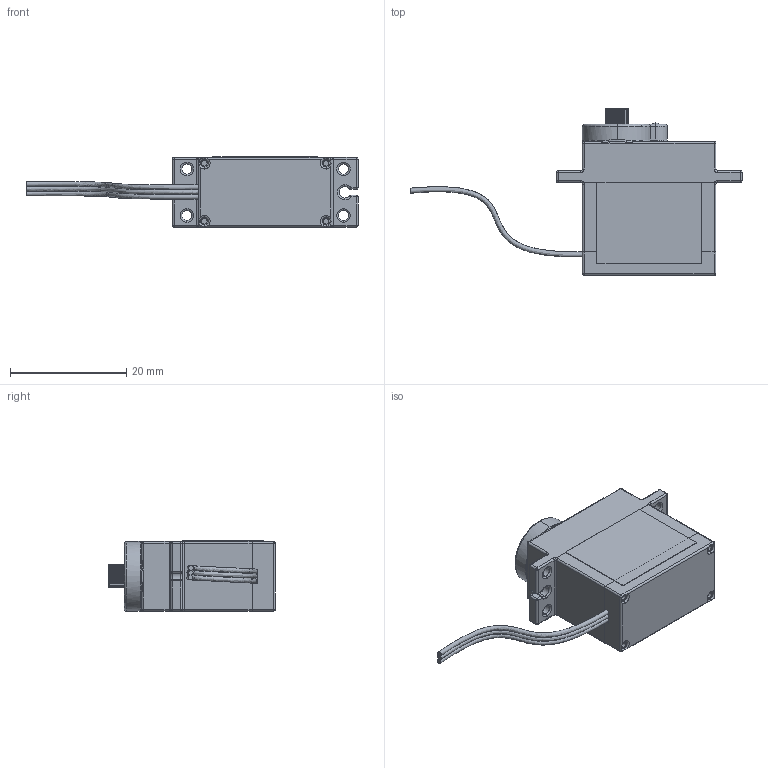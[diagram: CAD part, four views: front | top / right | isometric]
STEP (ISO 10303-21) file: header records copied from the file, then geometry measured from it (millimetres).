
FILE_DESCRIPTION (( 'STEP AP214' ), '1' );
FILE_NAME ('Servo HXT900 Micro.STEP', '2012-01-28T20:13:24', ( 'Lucas Ribeiro' ), ( '' ), 'SwSTEP 2.0', 'SolidWorks 2012', '' );
FILE_SCHEMA (( 'AUTOMOTIVE_DESIGN' ));
Length unit declared in the file: millimetre
Products named in the file (7): Servo HXT900 Micro - Fio; Peça7^Servo HXT900 Micro; Servo HXT900 Micro - Engrenagem Superior; Servo HXT900 Micro - Carcaça Superior; Servo HXT900 Micro - Carcaça Inferior; Servo HXT900 Micro - Carcaça Intermediária; Servo HXT900 Micro
Assembly tree (6 placements, depth 2):
  Servo HXT900 Micro
    Servo HXT900 Micro - Carcaça Intermediária
    Servo HXT900 Micro - Carcaça Inferior
    Servo HXT900 Micro - Carcaça Superior
    Servo HXT900 Micro - Engrenagem Superior
    Peça7^Servo HXT900 Micro
    Servo HXT900 Micro - Fio
Bounding box: 57.23 x 28.7 x 12.09 mm (x, y, z)
Volume: 2101.3 mm3; surface area: 6443.7 mm2
Topology: 6 solids, 6 shells, 660 faces, 1666 edges, 1004 vertices
Faces by surface type: cylinder 257, plane 252, torus 93, sphere 32, bspline 26
Entity records: 23065 total; most frequent: CARTESIAN_POINT 7015, DIRECTION 3323, ORIENTED_EDGE 3276, EDGE_CURVE 1638, AXIS2_PLACEMENT_3D 1232, VERTEX_POINT 1004, LINE 859, VECTOR 859
